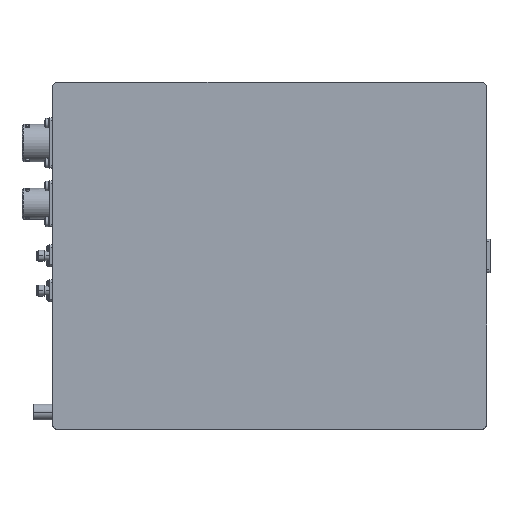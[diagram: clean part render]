
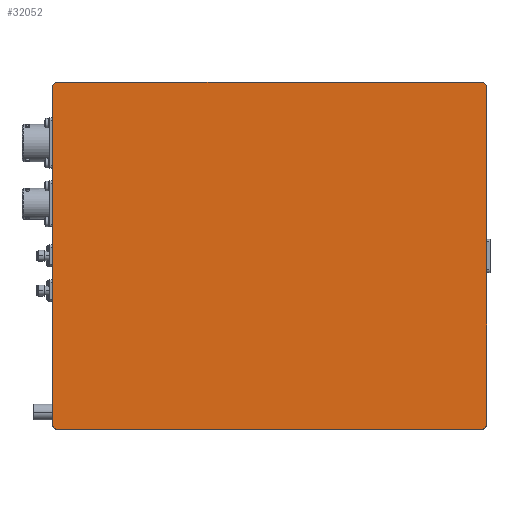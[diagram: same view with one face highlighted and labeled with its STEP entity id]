
A CAD part, top view. The second image highlights one B-rep face of the part: STEP entity #32052.
In plain terms, the highlighted planar face has unit normal (0, 0, 1).
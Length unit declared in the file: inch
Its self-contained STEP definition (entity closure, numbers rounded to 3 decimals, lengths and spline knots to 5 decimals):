
#3901 = VERTEX_POINT ( 'NONE', #4774 ) ;
#4774 = CARTESIAN_POINT ( 'NONE',  ( 0.11811, -3.93701, 0. ) ) ;
#5872 = EDGE_CURVE ( 'NONE', #53580, #14397, #43267, .T. ) ;
#7056 = VERTEX_POINT ( 'NONE', #22976 ) ;
#11374 = DIRECTION ( 'NONE',  ( 0., 0., 1. ) ) ;
#11820 = EDGE_LOOP ( 'NONE', ( #60918, #60369, #60148, #44287, #65140, #67663, #54862, #47434 ) ) ;
#13458 = PLANE ( 'NONE',  #51917 ) ;
#14160 = FACE_OUTER_BOUND ( 'NONE', #11820, .T. ) ;
#14397 = VERTEX_POINT ( 'NONE', #48847 ) ;
#15096 = CIRCLE ( 'NONE', #34639, 0.11811 ) ;
#15626 = CARTESIAN_POINT ( 'NONE',  ( 9.84252, 3.8189, 0. ) ) ;
#16630 = CIRCLE ( 'NONE', #68348, 0.11811 ) ;
#17208 = DIRECTION ( 'NONE',  ( 1., 0., 0. ) ) ;
#17738 = CARTESIAN_POINT ( 'NONE',  ( 9.84252, -3.8189, 0. ) ) ;
#18857 = CARTESIAN_POINT ( 'NONE',  ( 9.72441, -3.93701, 0. ) ) ;
#20298 = DIRECTION ( 'NONE',  ( 0., -1., 0. ) ) ;
#20646 = EDGE_CURVE ( 'NONE', #26028, #7056, #56434, .T. ) ;
#20855 = VECTOR ( 'NONE', #17208, 39.37008 ) ;
#21515 = EDGE_CURVE ( 'NONE', #7056, #67929, #59499, .T. ) ;
#22976 = CARTESIAN_POINT ( 'NONE',  ( 0., 3.8189, 0. ) ) ;
#26028 = VERTEX_POINT ( 'NONE', #64861 ) ;
#30805 = EDGE_CURVE ( 'NONE', #41186, #53580, #42105, .T. ) ;
#31261 = DIRECTION ( 'NONE',  ( -1., 0., 0. ) ) ;
#32049 = VERTEX_POINT ( 'NONE', #18857 ) ;
#32052 = ADVANCED_FACE ( 'NONE', ( #14160 ), #13458, .F. ) ;
#34639 = AXIS2_PLACEMENT_3D ( 'NONE', #52189, #63671, #53598 ) ;
#35011 = DIRECTION ( 'NONE',  ( -1., 0., 0. ) ) ;
#35595 = CARTESIAN_POINT ( 'NONE',  ( 9.72441, 3.8189, 0. ) ) ;
#39819 = AXIS2_PLACEMENT_3D ( 'NONE', #35595, #69757, #31261 ) ;
#40395 = CARTESIAN_POINT ( 'NONE',  ( 0., 3.93701, 0. ) ) ;
#41186 = VERTEX_POINT ( 'NONE', #17738 ) ;
#41397 = CARTESIAN_POINT ( 'NONE',  ( 9.84252, 3.93701, 0. ) ) ;
#42105 = LINE ( 'NONE', #41397, #66616 ) ;
#43095 = CARTESIAN_POINT ( 'NONE',  ( 0.11811, 3.8189, 0. ) ) ;
#43267 = CIRCLE ( 'NONE', #39819, 0.11811 ) ;
#44287 = ORIENTED_EDGE ( 'NONE', *, *, #20646, .T. ) ;
#45200 = VECTOR ( 'NONE', #35011, 39.37008 ) ;
#46566 = CARTESIAN_POINT ( 'NONE',  ( 0., 0., 0. ) ) ;
#47434 = ORIENTED_EDGE ( 'NONE', *, *, #56757, .T. ) ;
#48660 = EDGE_CURVE ( 'NONE', #3901, #32049, #57143, .T. ) ;
#48847 = CARTESIAN_POINT ( 'NONE',  ( 9.72441, 3.93701, 0. ) ) ;
#49973 = CARTESIAN_POINT ( 'NONE',  ( 9.84252, -3.93701, 0. ) ) ;
#51220 = LINE ( 'NONE', #40395, #45200 ) ;
#51685 = DIRECTION ( 'NONE',  ( -1., 0., 0. ) ) ;
#51917 = AXIS2_PLACEMENT_3D ( 'NONE', #46566, #68486, #68838 ) ;
#52189 = CARTESIAN_POINT ( 'NONE',  ( 9.72441, -3.8189, 0. ) ) ;
#52928 = DIRECTION ( 'NONE',  ( 0., 1., 0. ) ) ;
#53580 = VERTEX_POINT ( 'NONE', #15626 ) ;
#53598 = DIRECTION ( 'NONE',  ( -1., 0., 0. ) ) ;
#54862 = ORIENTED_EDGE ( 'NONE', *, *, #48660, .T. ) ;
#55334 = DIRECTION ( 'NONE',  ( -1., 0., 0. ) ) ;
#56434 = CIRCLE ( 'NONE', #70187, 0.11811 ) ;
#56757 = EDGE_CURVE ( 'NONE', #32049, #41186, #15096, .T. ) ;
#57143 = LINE ( 'NONE', #49973, #20855 ) ;
#58836 = VECTOR ( 'NONE', #20298, 39.37008 ) ;
#59499 = LINE ( 'NONE', #60212, #58836 ) ;
#60005 = EDGE_CURVE ( 'NONE', #14397, #26028, #51220, .T. ) ;
#60148 = ORIENTED_EDGE ( 'NONE', *, *, #60005, .T. ) ;
#60212 = CARTESIAN_POINT ( 'NONE',  ( 0., -3.93701, 0. ) ) ;
#60369 = ORIENTED_EDGE ( 'NONE', *, *, #5872, .T. ) ;
#60697 = CARTESIAN_POINT ( 'NONE',  ( 0.11811, -3.8189, 0. ) ) ;
#60918 = ORIENTED_EDGE ( 'NONE', *, *, #30805, .T. ) ;
#61172 = EDGE_CURVE ( 'NONE', #67929, #3901, #16630, .T. ) ;
#61845 = CARTESIAN_POINT ( 'NONE',  ( 0., -3.8189, 0. ) ) ;
#63671 = DIRECTION ( 'NONE',  ( 0., 0., 1. ) ) ;
#64861 = CARTESIAN_POINT ( 'NONE',  ( 0.11811, 3.93701, 0. ) ) ;
#65140 = ORIENTED_EDGE ( 'NONE', *, *, #21515, .T. ) ;
#66616 = VECTOR ( 'NONE', #52928, 39.37008 ) ;
#67663 = ORIENTED_EDGE ( 'NONE', *, *, #61172, .T. ) ;
#67929 = VERTEX_POINT ( 'NONE', #61845 ) ;
#68348 = AXIS2_PLACEMENT_3D ( 'NONE', #60697, #11374, #51685 ) ;
#68486 = DIRECTION ( 'NONE',  ( 0., 0., -1. ) ) ;
#68838 = DIRECTION ( 'NONE',  ( 0., -1., 0. ) ) ;
#69757 = DIRECTION ( 'NONE',  ( 0., 0., 1. ) ) ;
#70187 = AXIS2_PLACEMENT_3D ( 'NONE', #43095, #70806, #55334 ) ;
#70806 = DIRECTION ( 'NONE',  ( 0., 0., 1. ) ) ;
